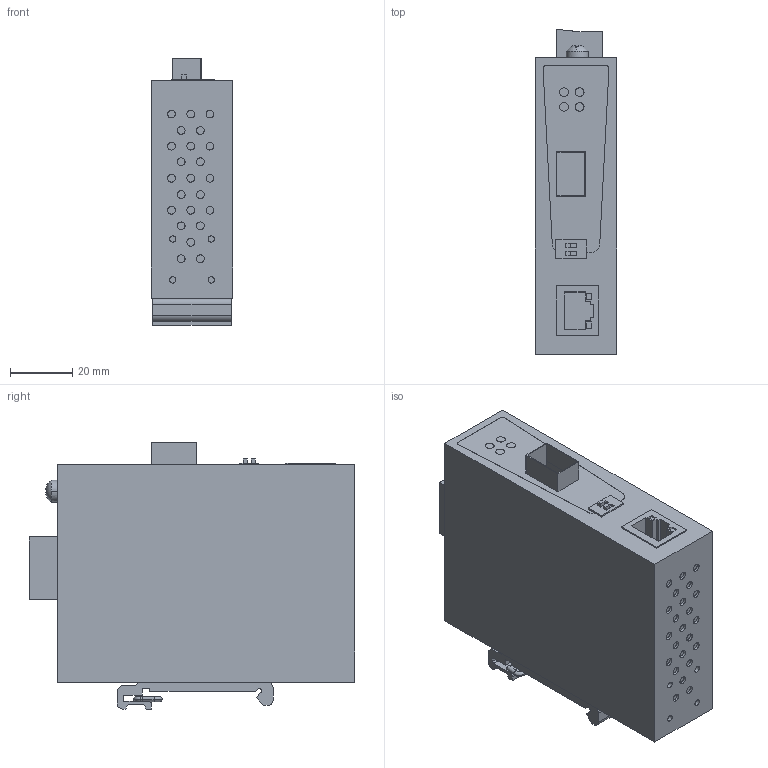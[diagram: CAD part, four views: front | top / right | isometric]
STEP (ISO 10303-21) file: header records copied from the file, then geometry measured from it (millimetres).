
FILE_DESCRIPTION(('CATIA V5 STEP Exchange','CAx-IF Rec.Pracs.--- Model Styling and Organization---1.5--- 2016-08-15','CAx-IF Rec.Pracs.---Supplemental Geometry---1.0---2011-11-01','CAx-IF Rec.Pracs.--- Composite Materials ---1.1---2010-07-15'),'2;1');
FILE_NAME ('D1650372_0', '2025-03-25T11:01:14+00:00', ('none'), ('Weidmueller'), 'CATIA Version 5-6 Release 2022 SP4 HF5', 'CATIA V5 STEP AP214 v3', 'none');
FILE_SCHEMA(('AUTOMOTIVE_DESIGN { 1 0 10303 214 1 1 1 1 }'));
Length unit declared in the file: millimetre
Products named in the file (1): S3D_IE_MC_EL_1GT_1GESFP
Bounding box: 26.1 x 104.05 x 85.3 mm (x, y, z)
Volume: 172804 mm3; surface area: 28626.7 mm2
Topology: 1 solids, 1 shells, 345 faces, 828 edges, 547 vertices
Faces by surface type: plane 197, cylinder 128, torus 14, extrusion 4, sphere 2
Entity records: 10048 total; most frequent: CARTESIAN_POINT 2345, ORIENTED_EDGE 1656, DIRECTION 1127, EDGE_CURVE 828, VERTEX_POINT 547, VECTOR 502, LINE 498, AXIS2_PLACEMENT_3D 425
